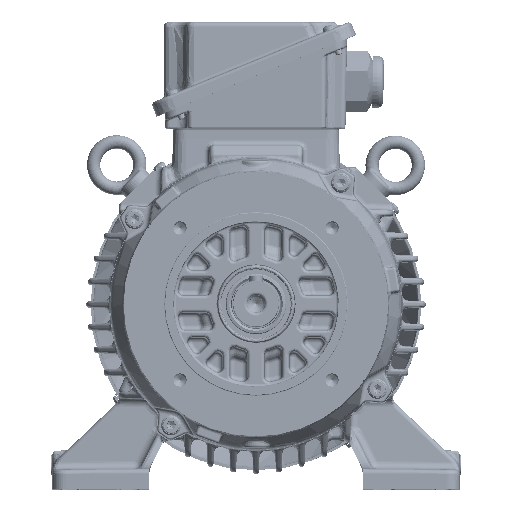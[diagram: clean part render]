
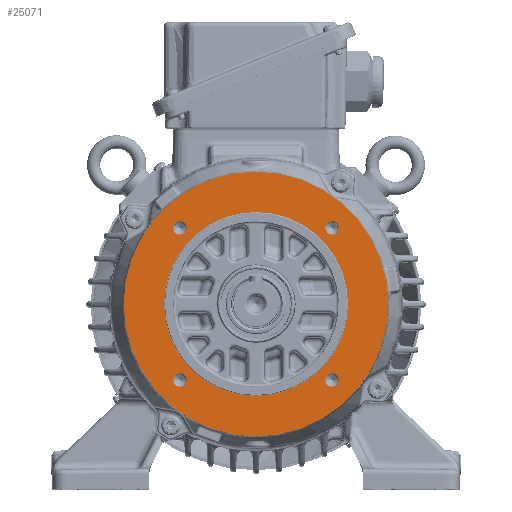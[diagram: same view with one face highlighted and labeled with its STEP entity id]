
A CAD part, top view. The second image highlights one B-rep face of the part: STEP entity #25071.
In plain terms, the highlighted planar face has unit normal (0, 0, 1).
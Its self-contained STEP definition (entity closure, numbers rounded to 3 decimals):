
#16694=PLANE('',#93921);
#25071=ADVANCED_FACE('',(#30456,#30457,#30458,#30459,#30460,#30461),#16694,
 .F.);
#30456=FACE_BOUND('',#32561,.T.);
#30457=FACE_BOUND('',#32562,.T.);
#30458=FACE_BOUND('',#32563,.T.);
#30459=FACE_BOUND('',#32564,.T.);
#30460=FACE_BOUND('',#32565,.T.);
#30461=FACE_BOUND('',#32566,.T.);
#32561=EDGE_LOOP('',(#44049));
#32562=EDGE_LOOP('',(#44050));
#32563=EDGE_LOOP('',(#44051));
#32564=EDGE_LOOP('',(#44052));
#32565=EDGE_LOOP('',(#44053));
#32566=EDGE_LOOP('',(#44054));
#44049=ORIENTED_EDGE('',*,*,#75454,.T.);
#44050=ORIENTED_EDGE('',*,*,#75455,.T.);
#44051=ORIENTED_EDGE('',*,*,#75456,.T.);
#44052=ORIENTED_EDGE('',*,*,#75457,.T.);
#44053=ORIENTED_EDGE('',*,*,#74447,.T.);
#44054=ORIENTED_EDGE('',*,*,#74343,.F.);
#64213=VERTEX_POINT('',#140202);
#64303=VERTEX_POINT('',#141207);
#64930=VERTEX_POINT('',#146865);
#64931=VERTEX_POINT('',#146867);
#64932=VERTEX_POINT('',#146869);
#64933=VERTEX_POINT('',#146871);
#74343=EDGE_CURVE('',#64213,#64213,#86798,.T.);
#74447=EDGE_CURVE('',#64303,#64303,#86834,.T.);
#75454=EDGE_CURVE('',#64930,#64930,#87316,.T.);
#75455=EDGE_CURVE('',#64931,#64931,#87317,.T.);
#75456=EDGE_CURVE('',#64932,#64932,#87318,.T.);
#75457=EDGE_CURVE('',#64933,#64933,#87319,.T.);
#86798=CIRCLE('',#93097,80.);
#86834=CIRCLE('',#93147,55.6);
#87316=CIRCLE('',#93917,4.);
#87317=CIRCLE('',#93918,4.);
#87318=CIRCLE('',#93919,4.);
#87319=CIRCLE('',#93920,4.);
#93097=AXIS2_PLACEMENT_3D('',#140201,#106816,#106817);
#93147=AXIS2_PLACEMENT_3D('',#141206,#106928,#106929);
#93917=AXIS2_PLACEMENT_3D('',#146864,#108616,#108617);
#93918=AXIS2_PLACEMENT_3D('',#146866,#108618,#108619);
#93919=AXIS2_PLACEMENT_3D('',#146868,#108620,#108621);
#93920=AXIS2_PLACEMENT_3D('',#146870,#108622,#108623);
#93921=AXIS2_PLACEMENT_3D('',#146872,#108624,#108625);
#106816=DIRECTION('',(0.,0.,-1.));
#106817=DIRECTION('',(-1.,0.,0.));
#106928=DIRECTION('',(0.,0.,-1.));
#106929=DIRECTION('',(-1.,0.,0.));
#108616=DIRECTION('',(0.,0.,-1.));
#108617=DIRECTION('',(-1.,0.,0.));
#108618=DIRECTION('',(0.,0.,-1.));
#108619=DIRECTION('',(-1.,0.,0.));
#108620=DIRECTION('',(0.,0.,-1.));
#108621=DIRECTION('',(-1.,0.,0.));
#108622=DIRECTION('',(0.,0.,-1.));
#108623=DIRECTION('',(-1.,0.,0.));
#108624=DIRECTION('',(0.,0.,-1.));
#108625=DIRECTION('',(-1.,0.,0.));
#140201=CARTESIAN_POINT('',(0.,0.,0.));
#140202=CARTESIAN_POINT('',(-80.,0.,0.));
#141206=CARTESIAN_POINT('',(0.,0.,0.));
#141207=CARTESIAN_POINT('',(-55.6,0.,0.));
#146864=CARTESIAN_POINT('',(45.962,-45.962,0.));
#146865=CARTESIAN_POINT('',(41.962,-45.962,0.));
#146866=CARTESIAN_POINT('',(-45.962,-45.962,0.));
#146867=CARTESIAN_POINT('',(-49.962,-45.962,0.));
#146868=CARTESIAN_POINT('',(-45.962,45.962,0.));
#146869=CARTESIAN_POINT('',(-49.962,45.962,0.));
#146870=CARTESIAN_POINT('',(45.962,45.962,0.));
#146871=CARTESIAN_POINT('',(41.962,45.962,0.));
#146872=CARTESIAN_POINT('',(0.,55.,0.));
